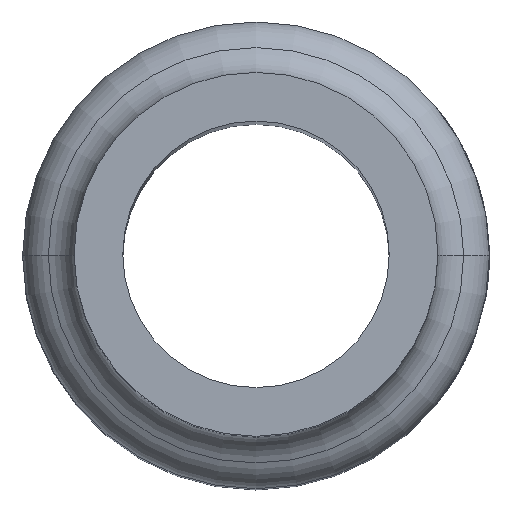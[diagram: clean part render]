
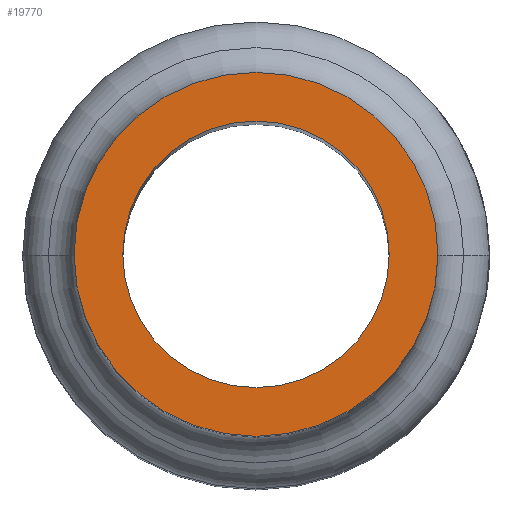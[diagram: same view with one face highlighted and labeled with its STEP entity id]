
A CAD part, top view. The second image highlights one B-rep face of the part: STEP entity #19770.
In plain terms, the highlighted planar face has unit normal (0, 0, 1).
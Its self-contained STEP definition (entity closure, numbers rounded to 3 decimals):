
#1682 = CARTESIAN_POINT ( 'NONE',  ( -9.85, 0., 0. ) ) ;
#1702 = CARTESIAN_POINT ( 'NONE',  ( 0., 0., 0. ) ) ;
#1938 = CARTESIAN_POINT ( 'NONE',  ( 0., 0., 0. ) ) ;
#2363 = ORIENTED_EDGE ( 'NONE', *, *, #11225, .F. ) ;
#2388 = PLANE ( 'NONE',  #3952 ) ;
#2655 = DIRECTION ( 'NONE',  ( 0., 0., -1. ) ) ;
#2795 = CARTESIAN_POINT ( 'NONE',  ( 0., 10.85, 0. ) ) ;
#2940 = DIRECTION ( 'NONE',  ( -1., 0., 0. ) ) ;
#3134 = CIRCLE ( 'NONE', #19261, 9.85 ) ;
#3573 = VERTEX_POINT ( 'NONE', #1682 ) ;
#3891 = DIRECTION ( 'NONE',  ( 1., 0., 0. ) ) ;
#3952 = AXIS2_PLACEMENT_3D ( 'NONE', #2795, #2655, #2940 ) ;
#3979 = VERTEX_POINT ( 'NONE', #20270 ) ;
#4348 = DIRECTION ( 'NONE',  ( 1., 0., 0. ) ) ;
#4593 = DIRECTION ( 'NONE',  ( 0., 0., 1. ) ) ;
#5891 = DIRECTION ( 'NONE',  ( 1., 0., 0. ) ) ;
#6013 = AXIS2_PLACEMENT_3D ( 'NONE', #23557, #17761, #4348 ) ;
#8233 = DIRECTION ( 'NONE',  ( 1., 0., 0. ) ) ;
#9335 = VERTEX_POINT ( 'NONE', #27114 ) ;
#10474 = CARTESIAN_POINT ( 'NONE',  ( 0., 0., 0. ) ) ;
#11225 = EDGE_CURVE ( 'NONE', #3573, #22666, #17671, .T. ) ;
#11647 = CARTESIAN_POINT ( 'NONE',  ( 9.85, 0., 0. ) ) ;
#14548 = DIRECTION ( 'NONE',  ( 0., 0., 1. ) ) ;
#14628 = EDGE_LOOP ( 'NONE', ( #26370, #22018 ) ) ;
#14792 = CIRCLE ( 'NONE', #16552, 13.45 ) ;
#15208 = EDGE_CURVE ( 'NONE', #22666, #3573, #3134, .T. ) ;
#15690 = EDGE_CURVE ( 'NONE', #9335, #3979, #14792, .T. ) ;
#16552 = AXIS2_PLACEMENT_3D ( 'NONE', #1938, #14548, #3891 ) ;
#17671 = CIRCLE ( 'NONE', #6013, 9.85 ) ;
#17761 = DIRECTION ( 'NONE',  ( 0., 0., 1. ) ) ;
#17928 = FACE_BOUND ( 'NONE', #25642, .T. ) ;
#19261 = AXIS2_PLACEMENT_3D ( 'NONE', #1702, #25124, #5891 ) ;
#19770 = ADVANCED_FACE ( 'NONE', ( #17928, #23840 ), #2388, .F. ) ;
#20270 = CARTESIAN_POINT ( 'NONE',  ( 13.45, 0., 0. ) ) ;
#21347 = ORIENTED_EDGE ( 'NONE', *, *, #15208, .F. ) ;
#21863 = EDGE_CURVE ( 'NONE', #3979, #9335, #22782, .T. ) ;
#22018 = ORIENTED_EDGE ( 'NONE', *, *, #15690, .T. ) ;
#22666 = VERTEX_POINT ( 'NONE', #11647 ) ;
#22782 = CIRCLE ( 'NONE', #25027, 13.45 ) ;
#23557 = CARTESIAN_POINT ( 'NONE',  ( 0., 0., 0. ) ) ;
#23840 = FACE_OUTER_BOUND ( 'NONE', #14628, .T. ) ;
#25027 = AXIS2_PLACEMENT_3D ( 'NONE', #10474, #4593, #8233 ) ;
#25124 = DIRECTION ( 'NONE',  ( 0., 0., 1. ) ) ;
#25642 = EDGE_LOOP ( 'NONE', ( #21347, #2363 ) ) ;
#26370 = ORIENTED_EDGE ( 'NONE', *, *, #21863, .T. ) ;
#27114 = CARTESIAN_POINT ( 'NONE',  ( -13.45, 0., 0. ) ) ;
